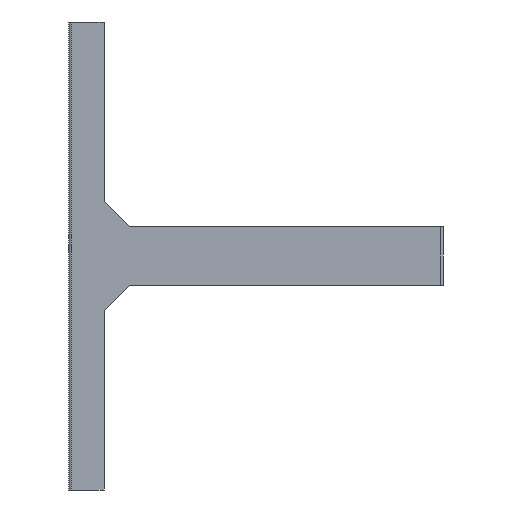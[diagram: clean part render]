
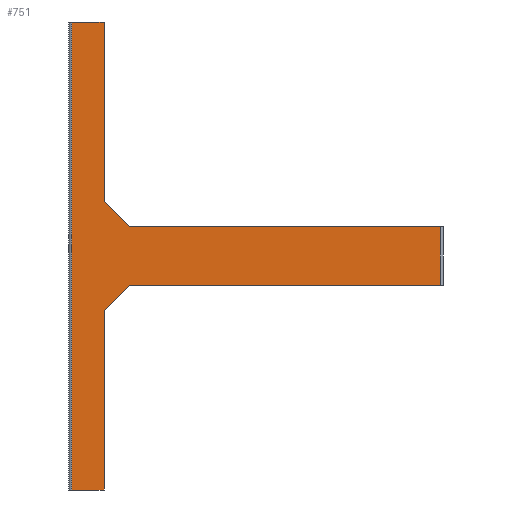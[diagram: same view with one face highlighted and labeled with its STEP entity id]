
A CAD part, left-side view. The second image highlights one B-rep face of the part: STEP entity #751.
In plain terms, the highlighted planar face has unit normal (-1, 0, 0).
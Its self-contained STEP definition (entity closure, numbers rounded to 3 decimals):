
#23=DIRECTION('',(0.,-1.,0.));
#24=VECTOR('',#23,3.2);
#25=CARTESIAN_POINT('',(-4.75,-0.3,-23.1));
#26=LINE('',#25,#24);
#27=DIRECTION('',(0.,1.,0.));
#28=VECTOR('',#27,30.7);
#29=CARTESIAN_POINT('',(-4.75,-36.7,2.9));
#30=LINE('',#29,#28);
#31=DIRECTION('',(0.,1.,0.));
#32=VECTOR('',#31,30.7);
#33=CARTESIAN_POINT('',(-4.75,-36.7,-2.9));
#34=LINE('',#33,#32);
#35=DIRECTION('',(0.,-0.707,0.707));
#36=VECTOR('',#35,3.536);
#37=CARTESIAN_POINT('',(-4.75,-3.5,-5.4));
#38=LINE('',#37,#36);
#39=DIRECTION('',(0.,0.,1.));
#40=VECTOR('',#39,17.7);
#41=CARTESIAN_POINT('',(-4.75,-3.5,-23.1));
#42=LINE('',#41,#40);
#43=DIRECTION('',(0.,0.,1.));
#44=VECTOR('',#43,46.2);
#45=CARTESIAN_POINT('',(-4.75,-0.3,-23.1));
#46=LINE('',#45,#44);
#47=DIRECTION('',(0.,0.,-1.));
#48=VECTOR('',#47,17.7);
#49=CARTESIAN_POINT('',(-4.75,-3.5,23.1));
#50=LINE('',#49,#48);
#51=DIRECTION('',(0.,0.707,0.707));
#52=VECTOR('',#51,3.536);
#53=CARTESIAN_POINT('',(-4.75,-6.,2.9));
#54=LINE('',#53,#52);
#135=DIRECTION('',(0.,-1.,0.));
#136=VECTOR('',#135,3.2);
#137=CARTESIAN_POINT('',(-4.75,-0.3,23.1));
#138=LINE('',#137,#136);
#235=DIRECTION('',(0.,0.,1.));
#236=VECTOR('',#235,5.8);
#237=CARTESIAN_POINT('',(-4.75,-36.7,-2.9));
#238=LINE('',#237,#236);
#529=CARTESIAN_POINT('',(-4.75,-0.3,-23.1));
#530=VERTEX_POINT('',#529);
#537=CARTESIAN_POINT('',(-4.75,-0.3,23.1));
#538=VERTEX_POINT('',#537);
#539=CARTESIAN_POINT('',(-4.75,-3.5,-23.1));
#541=VERTEX_POINT('',#539);
#543=CARTESIAN_POINT('',(-4.75,-3.5,23.1));
#545=VERTEX_POINT('',#543);
#571=CARTESIAN_POINT('',(-4.75,-36.7,2.9));
#572=CARTESIAN_POINT('',(-4.75,-6.,2.9));
#573=VERTEX_POINT('',#571);
#574=VERTEX_POINT('',#572);
#575=CARTESIAN_POINT('',(-4.75,-3.5,5.4));
#576=VERTEX_POINT('',#575);
#577=CARTESIAN_POINT('',(-4.75,-3.5,-5.4));
#578=VERTEX_POINT('',#577);
#579=CARTESIAN_POINT('',(-4.75,-6.,-2.9));
#580=VERTEX_POINT('',#579);
#581=CARTESIAN_POINT('',(-4.75,-36.7,-2.9));
#582=VERTEX_POINT('',#581);
#726=CARTESIAN_POINT('',(-4.75,-0.3,-23.1));
#727=DIRECTION('',(-1.,0.,0.));
#728=DIRECTION('',(0.,-1.,0.));
#729=AXIS2_PLACEMENT_3D('',#726,#727,#728);
#730=PLANE('',#729);
#732=ORIENTED_EDGE('',*,*,#731,.F.);
#734=ORIENTED_EDGE('',*,*,#733,.F.);
#736=ORIENTED_EDGE('',*,*,#735,.T.);
#738=ORIENTED_EDGE('',*,*,#737,.F.);
#739=ORIENTED_EDGE('',*,*,#717,.F.);
#740=ORIENTED_EDGE('',*,*,#706,.F.);
#742=ORIENTED_EDGE('',*,*,#741,.T.);
#744=ORIENTED_EDGE('',*,*,#743,.T.);
#746=ORIENTED_EDGE('',*,*,#745,.T.);
#748=ORIENTED_EDGE('',*,*,#747,.F.);
#749=EDGE_LOOP('',(#732,#734,#736,#738,#739,#740,#742,#744,#746,#748));
#750=FACE_OUTER_BOUND('',#749,.F.);
#751=ADVANCED_FACE('',(#750),#730,.T.);
#706=EDGE_CURVE('',#530,#541,#26,.T.);
#717=EDGE_CURVE('',#541,#578,#42,.T.);
#731=EDGE_CURVE('',#573,#574,#30,.T.);
#733=EDGE_CURVE('',#582,#573,#238,.T.);
#735=EDGE_CURVE('',#582,#580,#34,.T.);
#737=EDGE_CURVE('',#578,#580,#38,.T.);
#741=EDGE_CURVE('',#530,#538,#46,.T.);
#743=EDGE_CURVE('',#538,#545,#138,.T.);
#745=EDGE_CURVE('',#545,#576,#50,.T.);
#747=EDGE_CURVE('',#574,#576,#54,.T.);
